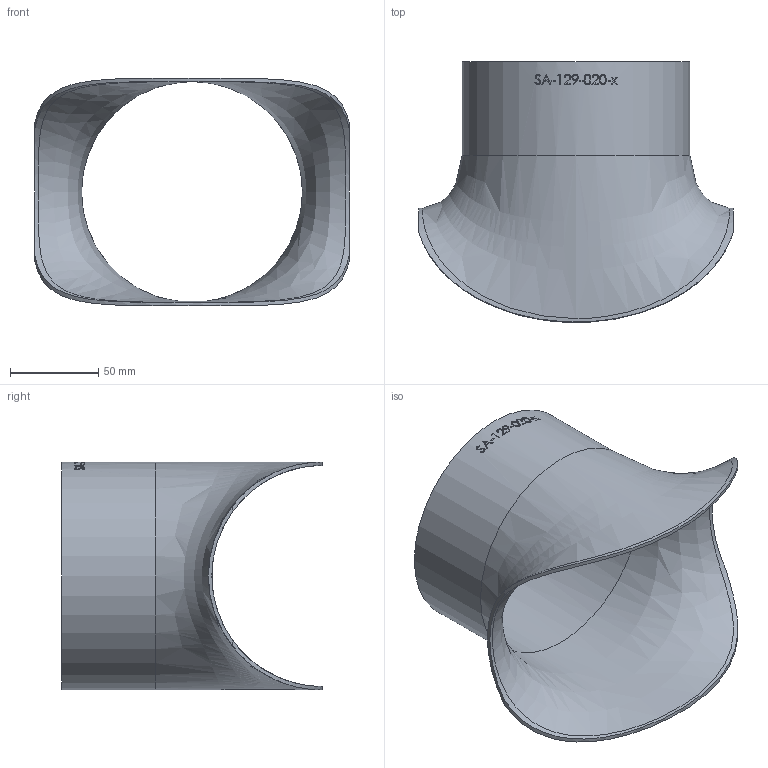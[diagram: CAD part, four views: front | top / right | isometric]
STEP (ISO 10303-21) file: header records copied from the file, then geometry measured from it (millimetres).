
FILE_DESCRIPTION (( 'STEP AP214' ), '1' );
FILE_NAME ('SA-129-020-x Sattelstutzen 1911.STEP', '2019-12-04T13:43:59', ( '' ), ( '' ), 'SwSTEP 2.0', 'SolidWorks 2016', '' );
FILE_SCHEMA (( 'AUTOMOTIVE_DESIGN' ));
Length unit declared in the file: millimetre
Products named in the file (1): SA-129-020-x Sattelstutzen 1911
Bounding box: 178 x 147.45 x 129 mm (x, y, z)
Volume: 130976.2 mm3; surface area: 113258.2 mm2
Topology: 1 solids, 1 shells, 140 faces, 365 edges, 243 vertices
Faces by surface type: bspline 82, plane 37, cylinder 21
Full cylindrical faces by diameter (mm): 125 x1, 129 x1
Entity records: 26746 total; most frequent: CARTESIAN_POINT 22663, ORIENTED_EDGE 708, EDGE_CURVE 354, DIRECTION 270, B_SPLINE_CURVE_WITH_KNOTS 255, VERTEX_POINT 238, EDGE_LOOP 162, FACE_OUTER_BOUND 143
